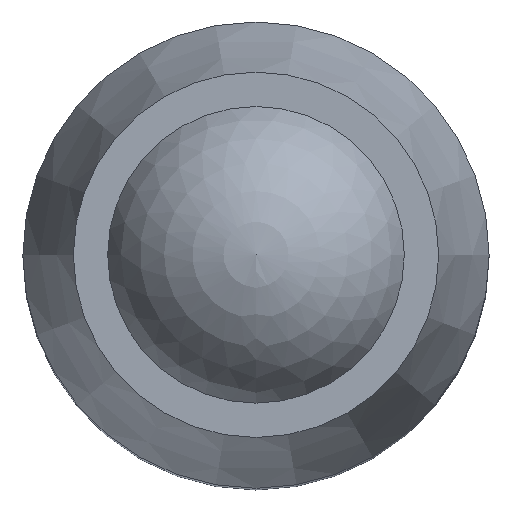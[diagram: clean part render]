
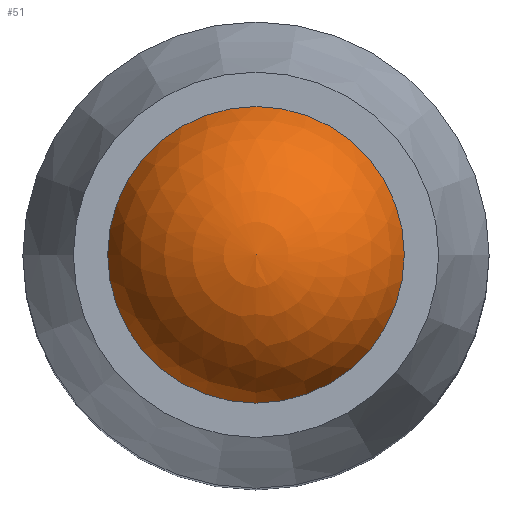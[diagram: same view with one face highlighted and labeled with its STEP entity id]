
A CAD part, top view. The second image highlights one B-rep face of the part: STEP entity #51.
In plain terms, the highlighted spherical face has radius 2 mm.
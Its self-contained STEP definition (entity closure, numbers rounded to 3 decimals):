
#51 = ADVANCED_FACE( '', ( #110, #111 ), #112, .T. );
#110 = FACE_BOUND( '', #181, .T. );
#111 = FACE_OUTER_BOUND( '', #182, .T. );
#112 = SPHERICAL_SURFACE( '', #183, 2. );
#181 = VERTEX_LOOP( '', #266 );
#182 = EDGE_LOOP( '', ( #267 ) );
#183 = AXIS2_PLACEMENT_3D( '', #268, #269, #270 );
#266 = VERTEX_POINT( '', #400 );
#267 = ORIENTED_EDGE( '', *, *, #401, .T. );
#268 = CARTESIAN_POINT( '', ( 0., 0., 14.8 ) );
#269 = DIRECTION( '', ( 0., 0., 1. ) );
#270 = DIRECTION( '', ( 0., -1., 0. ) );
#400 = CARTESIAN_POINT( '', ( 0., 0., 16.8 ) );
#401 = EDGE_CURVE( '', #468, #468, #469, .T. );
#468 = VERTEX_POINT( '', #557 );
#469 = CIRCLE( '', #558, 1.908 );
#557 = CARTESIAN_POINT( '', ( 1.908, 0., 15.4 ) );
#558 = AXIS2_PLACEMENT_3D( '', #633, #634, #635 );
#633 = CARTESIAN_POINT( '', ( 0., 0., 15.4 ) );
#634 = DIRECTION( '', ( 0., 0., 1. ) );
#635 = DIRECTION( '', ( 1., 0., 0. ) );
